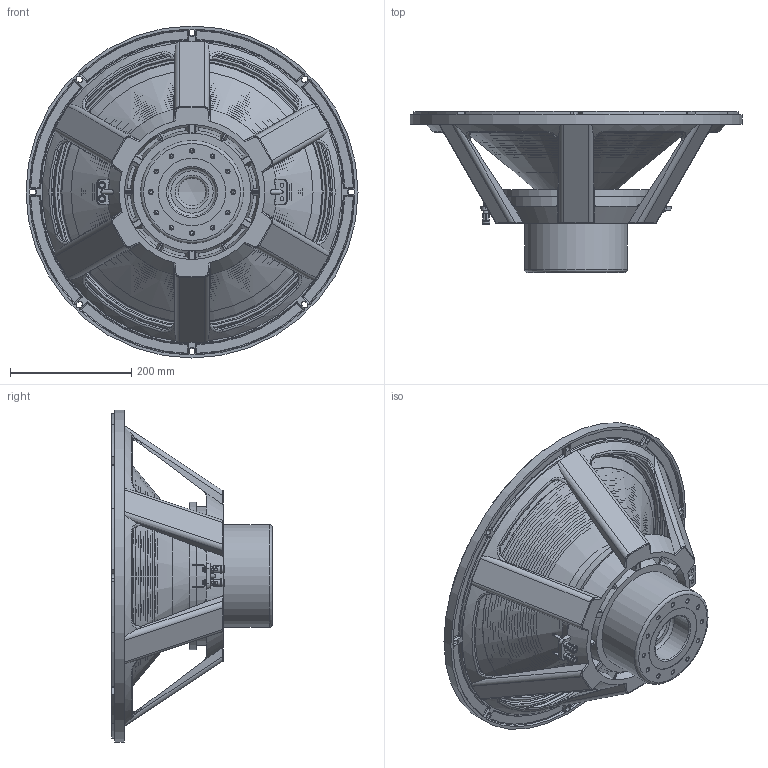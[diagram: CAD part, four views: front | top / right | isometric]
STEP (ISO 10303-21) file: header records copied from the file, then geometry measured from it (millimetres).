
FILE_DESCRIPTION (( 'STEP AP203' ), '1' );
FILE_NAME ('018 3D.STEP', '2023-05-17T12:30:08', ( '' ), ( '' ), 'SwSTEP 2.0', 'SolidWorks 2020', '' );
FILE_SCHEMA (( 'CONFIG_CONTROL_DESIGN' ));
Length unit declared in the file: millimetre
Products named in the file (1): 018 3D
Bounding box: 548.73 x 265.87 x 548.73 mm (x, y, z)
Surface area: 1116476.8 mm2 (no closed solid volume)
Topology: 0 solids, 30 shells, 654 faces, 1952 edges, 1320 vertices
Faces by surface type: cylinder 212, plane 199, cone 81, bspline 67, torus 62, sphere 33
Full cylindrical faces by diameter (mm): 2 x4, 5 x6, 6.5 x2, 6.532 x2, 7 x12, 8 x2, 9.6 x2, 9.85 x2, 11.2 x2, 11.4 x2, 12.8 x2, 80 x1, 111.6 x1, 170 x1, 230 x1, 244 x1, 400 x1, 518.002 x1, 540.69 x1, 548.73 x1
Entity records: 26622 total; most frequent: CARTESIAN_POINT 10810, ORIENTED_EDGE 3066, DIRECTION 3057, EDGE_CURVE 1780, VERTEX_POINT 1279, AXIS2_PLACEMENT_3D 1232, EDGE_LOOP 881, FACE_OUTER_BOUND 734
